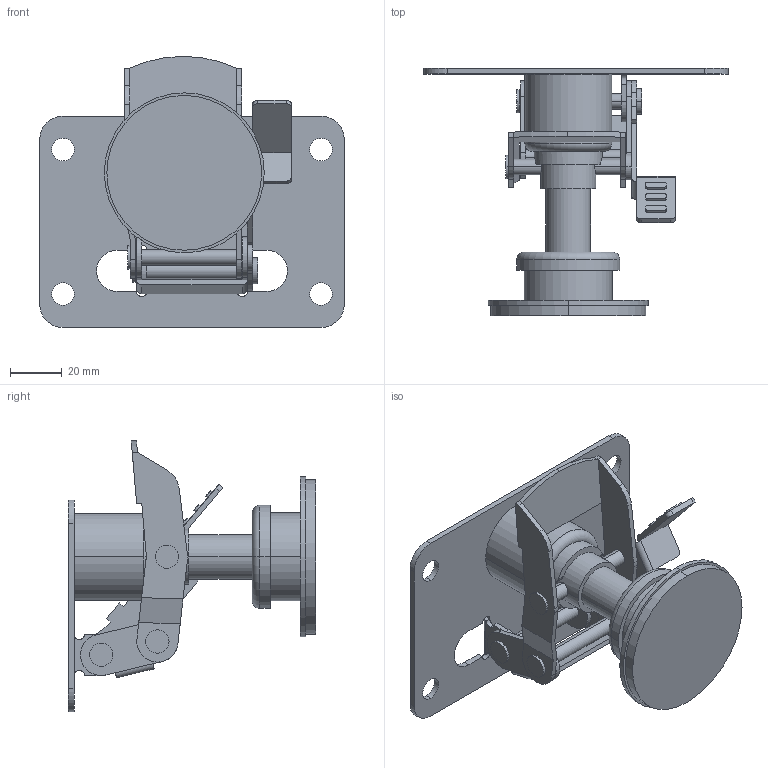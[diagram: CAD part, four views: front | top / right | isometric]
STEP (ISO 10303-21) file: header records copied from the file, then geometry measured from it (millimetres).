
FILE_DESCRIPTION (( 'STEP AP203' ), '1' );
FILE_NAME ('K-910-3.STEP', '2021-07-27T02:44:14', ( '' ), ( '' ), 'SwSTEP 2.0', 'SolidWorks 2018', '' );
FILE_SCHEMA (( 'CONFIG_CONTROL_DESIGN' ));
Length unit declared in the file: millimetre
Products named in the file (9): K-910-3フット押え_; K-910-3儘僢僋儁僟儖_; K-910-3ピン_; K-910-3儕儞僋僾儗乕僩_; K-910-3; K-910-3プレート_; K-910-3ペダル_; K-910-3僗僾儕儞僌__unlock; K-910-3フット_
Assembly tree (10 placements, depth 2):
  K-910-3
    K-910-3プレート_
    K-910-3儕儞僋僾儗乕僩_
    K-910-3ペダル_
    K-910-3儘僢僋儁僟儖_
    K-910-3ピン_  x3
    K-910-3フット押え_
    K-910-3フット_
    K-910-3僗僾儕儞僌__unlock
Bounding box: 118 x 96 x 105.15 mm (x, y, z)
Volume: 85932.7 mm3; surface area: 69771.1 mm2
Topology: 10 solids, 10 shells, 280 faces, 696 edges, 451 vertices
Faces by surface type: cylinder 153, plane 121, torus 6
Entity records: 9366 total; most frequent: CARTESIAN_POINT 1793, DIRECTION 1448, ORIENTED_EDGE 1320, EDGE_CURVE 660, AXIS2_PLACEMENT_3D 546, VERTEX_POINT 427, LINE 356, VECTOR 356
